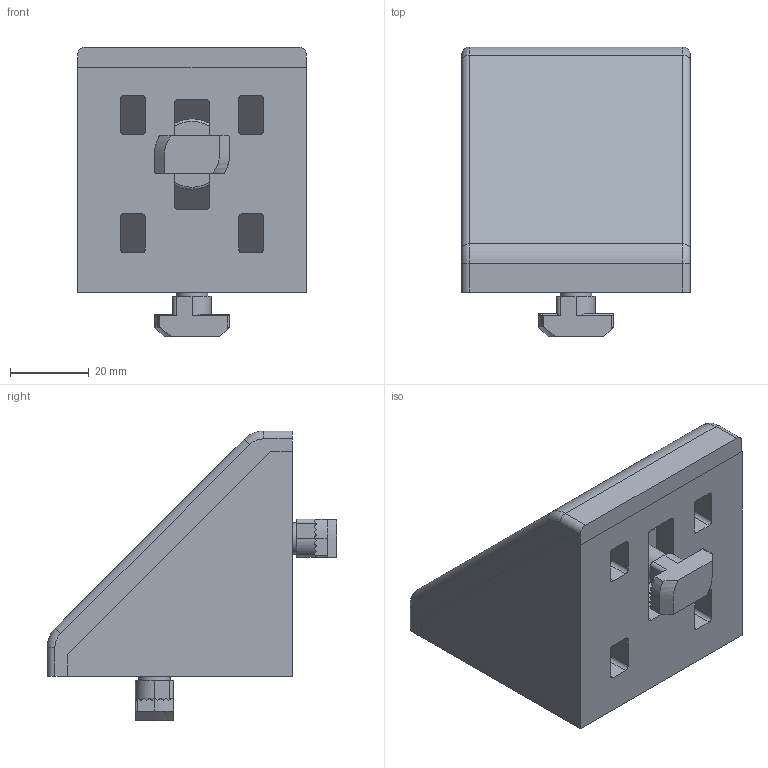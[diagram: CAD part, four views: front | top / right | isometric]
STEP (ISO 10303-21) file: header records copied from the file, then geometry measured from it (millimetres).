
FILE_DESCRIPTION(('STEP AP203'),'1');
FILE_NAME('FIXE10B1241.stp','2023-10-17T14:17:01',(' '),(' '),'Spatial InterOp 3D',' ',' ');
FILE_SCHEMA(('CONFIG_CONTROL_DESIGN'));
Length unit declared in the file: millimetre
Products named in the file (5): Kit équerre 10 60x60x60 Al brut + Cache; Cache Cache 8 60x60x60 noir; Ecrou rondelle M8; Vis tête marteau 10 M8x25 Ht 4.5; Equerre 10 60x60x60 Al brut
Assembly tree (6 placements, depth 2):
  Kit équerre 10 60x60x60 Al brut + Cache
    Cache Cache 8 60x60x60 noir
    Ecrou rondelle M8  x2
    Vis tête marteau 10 M8x25 Ht 4.5  x2
    Equerre 10 60x60x60 Al brut
Bounding box: 58 x 73.5 x 73.5 mm (x, y, z)
Volume: 83920.9 mm3; surface area: 36026.7 mm2
Topology: 6 solids, 6 shells, 306 faces, 851 edges, 560 vertices
Faces by surface type: plane 211, cylinder 69, cone 16, torus 6, bspline 4
Full cylindrical faces by diameter (mm): 6.8 x2, 8 x2
Entity records: 7781 total; most frequent: CARTESIAN_POINT 1344, DIRECTION 1176, ORIENTED_EDGE 1160, EDGE_CURVE 580, AXIS2_PLACEMENT_3D 406, VERTEX_POINT 385, LINE 364, VECTOR 364
